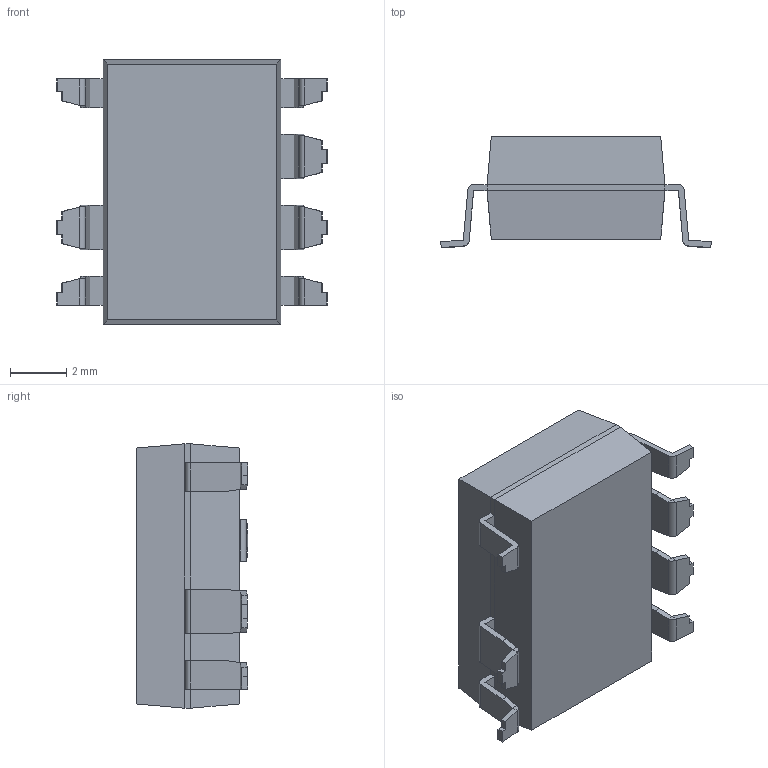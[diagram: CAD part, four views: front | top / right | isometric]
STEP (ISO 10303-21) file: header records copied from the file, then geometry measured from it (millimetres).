
FILE_DESCRIPTION (( 'STEP AP214' ), '1' );
FILE_NAME ('TNY280GN-TL.STEP', '2024-05-08T07:54:35', ( 'LENOVO' ), ( '' ), 'SwSTEP 2.0', 'SolidWorks 2021', '' );
FILE_SCHEMA (( 'AUTOMOTIVE_DESIGN' ));
Length unit declared in the file: millimetre
Products named in the file (1): TNY280GN-TL
Bounding box: 9.65 x 3.98 x 9.44 mm (x, y, z)
Volume: 217.4 mm3; surface area: 296.2 mm2
Topology: 9 solids, 9 shells, 172 faces, 421 edges, 268 vertices
Faces by surface type: plane 138, cylinder 34
Entity records: 5065 total; most frequent: CARTESIAN_POINT 898, ORIENTED_EDGE 842, DIRECTION 813, EDGE_CURVE 421, VECTOR 351, LINE 351, VERTEX_POINT 268, AXIS2_PLACEMENT_3D 231
